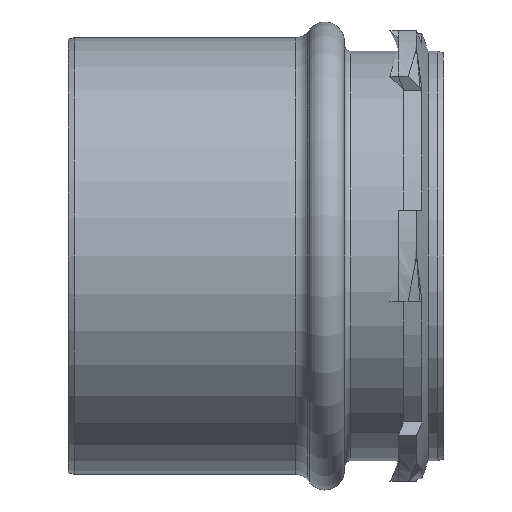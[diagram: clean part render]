
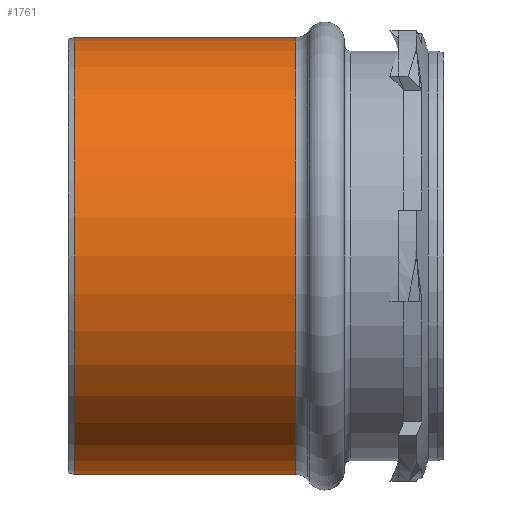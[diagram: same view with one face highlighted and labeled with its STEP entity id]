
A CAD part, front view. The second image highlights one B-rep face of the part: STEP entity #1761.
In plain terms, the highlighted cylindrical face has radius 33.6 mm (diameter 67.2 mm), a full revolution.
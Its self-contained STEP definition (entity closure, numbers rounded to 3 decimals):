
#41=CYLINDRICAL_SURFACE('',#1944,33.6);
#141=B_SPLINE_CURVE_WITH_KNOTS('',3,(#3481,#3482,#3483,#3484,#3485,#3486,
#3487,#3488,#3489,#3490,#3491,#3492,#3493,#3494,#3495,#3496,#3497),
 .UNSPECIFIED.,.T.,.F.,(4,1,1,1,1,1,1,1,1,1,1,1,1,1,4),(-2.413,
-2.241,-2.069,-1.939,-1.724,
-1.551,-1.379,-1.207,-1.034,
-0.919,-0.69,-0.517,-0.345,
-0.172,0.),.UNSPECIFIED.);
#142=B_SPLINE_CURVE_WITH_KNOTS('',3,(#3499,#3500,#3501,#3502,#3503,#3504,
#3505,#3506,#3507,#3508,#3509,#3510,#3511,#3512,#3513,#3514,#3515),
 .UNSPECIFIED.,.T.,.F.,(4,1,1,1,1,1,1,1,1,1,1,1,1,1,4),(-2.413,
-2.241,-2.069,-1.939,-1.724,
-1.551,-1.379,-1.207,-1.034,
-0.919,-0.69,-0.517,-0.345,
-0.172,0.),.UNSPECIFIED.);
#211=LINE('',#3476,#261);
#261=VECTOR('',#2273,33.6);
#407=FACE_BOUND('',#587,.T.);
#408=FACE_BOUND('',#588,.T.);
#474=FACE_OUTER_BOUND('',#586,.T.);
#586=EDGE_LOOP('',(#1512,#1513,#1514,#1515,#1516,#1517));
#587=EDGE_LOOP('',(#1518));
#588=EDGE_LOOP('',(#1519));
#701=CIRCLE('',#1945,33.6);
#702=CIRCLE('',#1946,33.6);
#703=CIRCLE('',#1947,33.6);
#704=CIRCLE('',#1948,33.6);
#867=VERTEX_POINT('',#3471);
#868=VERTEX_POINT('',#3472);
#869=VERTEX_POINT('',#3475);
#870=VERTEX_POINT('',#3477);
#871=VERTEX_POINT('',#3480);
#872=VERTEX_POINT('',#3498);
#1092=EDGE_CURVE('',#867,#868,#701,.T.);
#1093=EDGE_CURVE('',#868,#867,#702,.T.);
#1094=EDGE_CURVE('',#868,#869,#211,.T.);
#1095=EDGE_CURVE('',#869,#870,#703,.T.);
#1096=EDGE_CURVE('',#870,#869,#704,.T.);
#1097=EDGE_CURVE('',#871,#871,#141,.T.);
#1098=EDGE_CURVE('',#872,#872,#142,.T.);
#1512=ORIENTED_EDGE('',*,*,#1092,.F.);
#1513=ORIENTED_EDGE('',*,*,#1093,.F.);
#1514=ORIENTED_EDGE('',*,*,#1094,.T.);
#1515=ORIENTED_EDGE('',*,*,#1095,.T.);
#1516=ORIENTED_EDGE('',*,*,#1096,.T.);
#1517=ORIENTED_EDGE('',*,*,#1094,.F.);
#1518=ORIENTED_EDGE('',*,*,#1097,.F.);
#1519=ORIENTED_EDGE('',*,*,#1098,.F.);
#1761=ADVANCED_FACE('',(#474,#407,#408),#41,.T.);
#1944=AXIS2_PLACEMENT_3D('',#3470,#2267,#2268);
#1945=AXIS2_PLACEMENT_3D('',#3473,#2269,#2270);
#1946=AXIS2_PLACEMENT_3D('',#3474,#2271,#2272);
#1947=AXIS2_PLACEMENT_3D('',#3478,#2274,#2275);
#1948=AXIS2_PLACEMENT_3D('',#3479,#2276,#2277);
#2267=DIRECTION('center_axis',(-1.,0.,0.));
#2268=DIRECTION('ref_axis',(0.,1.,0.));
#2269=DIRECTION('center_axis',(-1.,0.,0.));
#2270=DIRECTION('ref_axis',(0.,-1.,0.));
#2271=DIRECTION('center_axis',(-1.,0.,0.));
#2272=DIRECTION('ref_axis',(0.,-1.,0.));
#2273=DIRECTION('',(1.,0.,0.));
#2274=DIRECTION('center_axis',(-1.,0.,0.));
#2275=DIRECTION('ref_axis',(0.,0.,
1.));
#2276=DIRECTION('center_axis',(-1.,0.,0.));
#2277=DIRECTION('ref_axis',(0.,0.,
1.));
#3470=CARTESIAN_POINT('Origin',(-25.,0.,0.));
#3471=CARTESIAN_POINT('',(-41.567,33.6,0.));
#3472=CARTESIAN_POINT('',(-41.567,-33.6,0.));
#3473=CARTESIAN_POINT('Origin',(-41.567,0.,
0.));
#3474=CARTESIAN_POINT('Origin',(-41.567,0.,
0.));
#3475=CARTESIAN_POINT('',(-7.5,-33.6,0.));
#3476=CARTESIAN_POINT('',(-25.,-33.6,0.));
#3477=CARTESIAN_POINT('',(-7.5,0.,-33.6));
#3478=CARTESIAN_POINT('Origin',(-7.5,0.,
0.));
#3479=CARTESIAN_POINT('Origin',(-7.5,0.,
0.));
#3480=CARTESIAN_POINT('',(-33.3,33.247,4.855));
#3481=CARTESIAN_POINT('Ctrl Pts',(-33.3,33.247,4.855));
#3482=CARTESIAN_POINT('Ctrl Pts',(-32.551,33.247,4.855));
#3483=CARTESIAN_POINT('Ctrl Pts',(-31.053,33.299,4.523));
#3484=CARTESIAN_POINT('Ctrl Pts',(-29.41,33.454,3.247));
#3485=CARTESIAN_POINT('Ctrl Pts',(-28.306,33.597,1.315));
#3486=CARTESIAN_POINT('Ctrl Pts',(-28.173,33.618,-0.951));
#3487=CARTESIAN_POINT('Ctrl Pts',(-29.26,33.469,-3.131));
#3488=CARTESIAN_POINT('Ctrl Pts',(-31.053,33.298,-4.523));
#3489=CARTESIAN_POINT('Ctrl Pts',(-33.3,33.222,-5.023));
#3490=CARTESIAN_POINT('Ctrl Pts',(-35.296,33.29,-4.578));
#3491=CARTESIAN_POINT('Ctrl Pts',(-37.17,33.445,-3.338));
#3492=CARTESIAN_POINT('Ctrl Pts',(-38.344,33.606,-1.371));
#3493=CARTESIAN_POINT('Ctrl Pts',(-38.34,33.605,1.121));
#3494=CARTESIAN_POINT('Ctrl Pts',(-37.342,33.469,3.131));
#3495=CARTESIAN_POINT('Ctrl Pts',(-35.546,33.298,4.523));
#3496=CARTESIAN_POINT('Ctrl Pts',(-34.049,33.247,4.855));
#3497=CARTESIAN_POINT('Ctrl Pts',(-33.3,33.247,4.855));
#3498=CARTESIAN_POINT('',(-17.3,33.247,4.855));
#3499=CARTESIAN_POINT('Ctrl Pts',(-17.3,33.247,4.855));
#3500=CARTESIAN_POINT('Ctrl Pts',(-16.551,33.247,4.855));
#3501=CARTESIAN_POINT('Ctrl Pts',(-15.053,33.299,4.523));
#3502=CARTESIAN_POINT('Ctrl Pts',(-13.41,33.454,3.247));
#3503=CARTESIAN_POINT('Ctrl Pts',(-12.306,33.597,1.315));
#3504=CARTESIAN_POINT('Ctrl Pts',(-12.173,33.618,-0.951));
#3505=CARTESIAN_POINT('Ctrl Pts',(-13.26,33.469,-3.131));
#3506=CARTESIAN_POINT('Ctrl Pts',(-15.053,33.298,-4.523));
#3507=CARTESIAN_POINT('Ctrl Pts',(-17.3,33.222,-5.023));
#3508=CARTESIAN_POINT('Ctrl Pts',(-19.296,33.29,-4.578));
#3509=CARTESIAN_POINT('Ctrl Pts',(-21.17,33.445,-3.338));
#3510=CARTESIAN_POINT('Ctrl Pts',(-22.344,33.606,-1.371));
#3511=CARTESIAN_POINT('Ctrl Pts',(-22.34,33.605,1.121));
#3512=CARTESIAN_POINT('Ctrl Pts',(-21.342,33.469,3.131));
#3513=CARTESIAN_POINT('Ctrl Pts',(-19.546,33.298,4.523));
#3514=CARTESIAN_POINT('Ctrl Pts',(-18.049,33.247,4.855));
#3515=CARTESIAN_POINT('Ctrl Pts',(-17.3,33.247,4.855));
